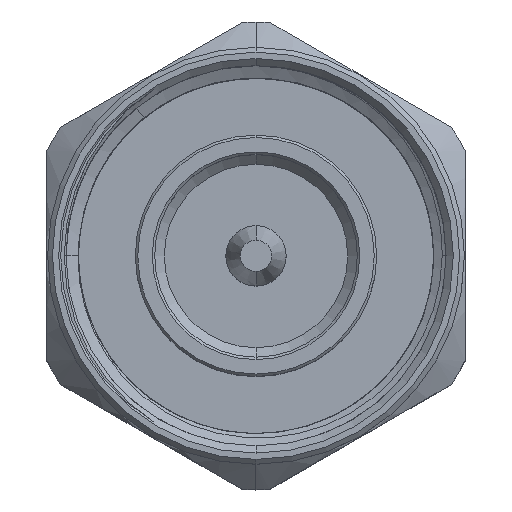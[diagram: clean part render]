
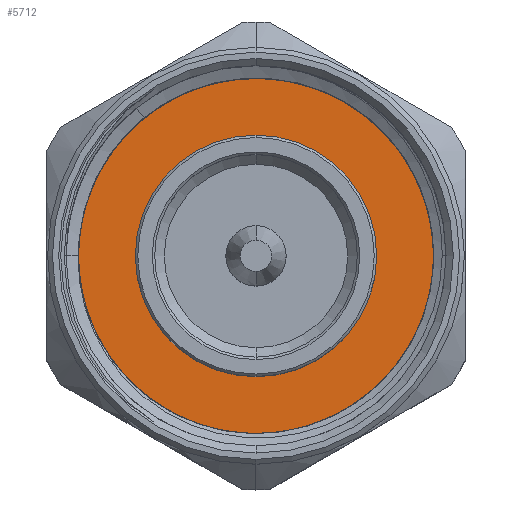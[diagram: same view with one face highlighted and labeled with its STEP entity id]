
A CAD part, top view. The second image highlights one B-rep face of the part: STEP entity #5712.
In plain terms, the highlighted face is planar.
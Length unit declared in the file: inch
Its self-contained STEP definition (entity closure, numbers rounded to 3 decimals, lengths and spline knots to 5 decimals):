
#18 = ORIENTED_EDGE ( 'NONE', *, *, #1186, .T. ) ;
#131 = CARTESIAN_POINT ( 'NONE',  ( 0.3317, 0., 0. ) ) ;
#324 = CARTESIAN_POINT ( 'NONE',  ( 0.3317, 0.17602, -0.33744 ) ) ;
#376 = CARTESIAN_POINT ( 'NONE',  ( 0.3317, 0.20734, -0.31787 ) ) ;
#482 = DIRECTION ( 'NONE',  ( 0., -1., 0. ) ) ;
#618 = CARTESIAN_POINT ( 'NONE',  ( 0.3317, 0.3937, 0. ) ) ;
#646 = EDGE_CURVE ( 'NONE', #3242, #8984, #2287, .T. ) ;
#851 = CARTESIAN_POINT ( 'NONE',  ( 0.3317, 0.34982, -0.12826 ) ) ;
#950 = CARTESIAN_POINT ( 'NONE',  ( 0.3317, -0.00149, -0.38553 ) ) ;
#1014 = EDGE_CURVE ( 'NONE', #8984, #3242, #6444, .T. ) ;
#1100 = CARTESIAN_POINT ( 'NONE',  ( 0.3317, 0.01709, -0.38465 ) ) ;
#1186 = EDGE_CURVE ( 'NONE', #3443, #2581, #3972, .T. ) ;
#1331 = CARTESIAN_POINT ( 'NONE',  ( 0.3317, 0., 0. ) ) ;
#1587 = CARTESIAN_POINT ( 'NONE',  ( 0.3317, 0.36341, -0.07443 ) ) ;
#1722 = VERTEX_POINT ( 'NONE', #6249 ) ;
#1734 = CARTESIAN_POINT ( 'NONE',  ( 0.3317, 0.31944, -0.19606 ) ) ;
#1837 = CARTESIAN_POINT ( 'NONE',  ( 0.3317, 0.32839, -0.17951 ) ) ;
#1888 = CARTESIAN_POINT ( 'NONE',  ( 0.3317, -0.11165, -0.37259 ) ) ;
#2074 = EDGE_CURVE ( 'NONE', #2581, #2502, #6083, .T. ) ;
#2287 = CIRCLE ( 'NONE', #7587, 0.24999 ) ;
#2330 = CARTESIAN_POINT ( 'NONE',  ( 0.3317, 0., 0. ) ) ;
#2376 = CARTESIAN_POINT ( 'NONE',  ( 0.3317, 0.36833, 0. ) ) ;
#2502 = VERTEX_POINT ( 'NONE', #618 ) ;
#2524 = CARTESIAN_POINT ( 'NONE',  ( 0.3317, -0.27282, -0.28385 ) ) ;
#2581 = VERTEX_POINT ( 'NONE', #8101 ) ;
#2670 = CARTESIAN_POINT ( 'NONE',  ( 0.3317, -0.19728, -0.33825 ) ) ;
#3122 = ORIENTED_EDGE ( 'NONE', *, *, #646, .F. ) ;
#3242 = VERTEX_POINT ( 'NONE', #8118 ) ;
#3258 = DIRECTION ( 'NONE',  ( 0., -1., 0. ) ) ;
#3289 = ORIENTED_EDGE ( 'NONE', *, *, #8768, .T. ) ;
#3378 = DIRECTION ( 'NONE',  ( -1., 0., 0. ) ) ;
#3443 = VERTEX_POINT ( 'NONE', #8271 ) ;
#3456 = AXIS2_PLACEMENT_3D ( 'NONE', #7040, #8386, #482 ) ;
#3459 = CARTESIAN_POINT ( 'NONE',  ( 0.3317, -0.16408, -0.3544 ) ) ;
#3511 = CARTESIAN_POINT ( 'NONE',  ( 0.3317, -0.09337, -0.37703 ) ) ;
#3540 = EDGE_CURVE ( 'NONE', #2502, #1722, #7855, .T. ) ;
#3560 = CARTESIAN_POINT ( 'NONE',  ( 0.3317, -0.21342, -0.32895 ) ) ;
#3628 = VECTOR ( 'NONE', #4654, 39.37008 ) ;
#3774 = CARTESIAN_POINT ( 'NONE',  ( 0.3317, 0., 0. ) ) ;
#3972 = CIRCLE ( 'NONE', #5938, 0.3937 ) ;
#4200 = CARTESIAN_POINT ( 'NONE',  ( 0.3317, 0.26397, -0.26976 ) ) ;
#4216 = EDGE_LOOP ( 'NONE', ( #18, #4798, #5518, #3289 ) ) ;
#4297 = CARTESIAN_POINT ( 'NONE',  ( 0.3317, 0.02643, -0.38387 ) ) ;
#4353 = CARTESIAN_POINT ( 'NONE',  ( 0.3317, -0.01075, -0.38563 ) ) ;
#4491 = FACE_OUTER_BOUND ( 'NONE', #4216, .T. ) ;
#4595 = PLANE ( 'NONE',  #4991 ) ;
#4654 = DIRECTION ( 'NONE',  ( 0., -1., 0. ) ) ;
#4798 = ORIENTED_EDGE ( 'NONE', *, *, #2074, .T. ) ;
#4831 = CARTESIAN_POINT ( 'NONE',  ( 0.3317, 0.35974, -0.0927 ) ) ;
#4923 = CARTESIAN_POINT ( 'NONE',  ( 0.3317, 0.22225, -0.30698 ) ) ;
#4974 = CARTESIAN_POINT ( 'NONE',  ( 0.3317, -0.03846, -0.38495 ) ) ;
#4991 = AXIS2_PLACEMENT_3D ( 'NONE', #131, #3378, #5043 ) ;
#5043 = DIRECTION ( 'NONE',  ( 0., -1., 0. ) ) ;
#5073 = CARTESIAN_POINT ( 'NONE',  ( 0.3317, -0.259, -0.29645 ) ) ;
#5353 = DIRECTION ( 'NONE',  ( -1., 0., 0. ) ) ;
#5518 = ORIENTED_EDGE ( 'NONE', *, *, #3540, .T. ) ;
#5595 = CARTESIAN_POINT ( 'NONE',  ( 0.3317, 0.36886, -0.01871 ) ) ;
#5712 = ADVANCED_FACE ( 'NONE', ( #10102, #4491 ), #4595, .T. ) ;
#5738 = CARTESIAN_POINT ( 'NONE',  ( 0.3317, -0.05683, -0.38319 ) ) ;
#5845 = CARTESIAN_POINT ( 'NONE',  ( 0.3317, 0.34356, -0.14563 ) ) ;
#5889 = CARTESIAN_POINT ( 'NONE',  ( 0.3317, 0.25057, -0.28294 ) ) ;
#5938 = AXIS2_PLACEMENT_3D ( 'NONE', #1331, #5353, #9514 ) ;
#6083 = CIRCLE ( 'NONE', #6578, 0.3937 ) ;
#6249 = CARTESIAN_POINT ( 'NONE',  ( 0.3317, 0.36833, 0. ) ) ;
#6444 = CIRCLE ( 'NONE', #3456, 0.24999 ) ;
#6537 = ORIENTED_EDGE ( 'NONE', *, *, #1014, .F. ) ;
#6578 = AXIS2_PLACEMENT_3D ( 'NONE', #2330, #8460, #8677 ) ;
#6624 = CARTESIAN_POINT ( 'NONE',  ( 0.3317, 0.28835, -0.24193 ) ) ;
#7040 = CARTESIAN_POINT ( 'NONE',  ( 0.3317, 0., 0. ) ) ;
#7392 = CARTESIAN_POINT ( 'NONE',  ( 0.3317, 0.10823, -0.36857 ) ) ;
#7587 = AXIS2_PLACEMENT_3D ( 'NONE', #3774, #10128, #3258 ) ;
#7855 = LINE ( 'NONE', #8696, #3628 ) ;
#7909 = EDGE_LOOP ( 'NONE', ( #6537, #3122 ) ) ;
#8074 = CARTESIAN_POINT ( 'NONE',  ( 0.3317, 0.29945, -0.22719 ) ) ;
#8101 = CARTESIAN_POINT ( 'NONE',  ( 0.3317, -0.3937, 0. ) ) ;
#8118 = CARTESIAN_POINT ( 'NONE',  ( 0.3317, 0.24999, 0. ) ) ;
#8271 = CARTESIAN_POINT ( 'NONE',  ( 0.3317, -0.27282, -0.28385 ) ) ;
#8277 = B_SPLINE_CURVE_WITH_KNOTS ( 'NONE', 3,
 ( #2376, #5595, #8719, #1587, #4831, #851, #5845, #1837, #1734, #8074, #6624, #4200, #5889, #4923, #376, #324, #9065, #7392, #9017, #4297, #1100, #950, #4353, #4974, #5738, #3511, #1888, #9803, #3459, #2670, #3560, #9652, #5073, #2524 ),
 .UNSPECIFIED., .F., .F.,
 ( 4, 2, 2, 2, 2, 2, 2, 2, 2, 2, 2, 2, 2, 2, 2, 2, 4 ),
 ( 0., 0.00142, 0.00284, 0.00426, 0.00568, 0.0071, 0.00853, 0.00995, 0.01137, 0.01421, 0.01492, 0.01563, 0.01705, 0.01847, 0.01989, 0.02131, 0.02273 ),
 .UNSPECIFIED. ) ;
#8386 = DIRECTION ( 'NONE',  ( -1., 0., 0. ) ) ;
#8460 = DIRECTION ( 'NONE',  ( -1., 0., 0. ) ) ;
#8677 = DIRECTION ( 'NONE',  ( 0., -1., 0. ) ) ;
#8696 = CARTESIAN_POINT ( 'NONE',  ( 0.3317, 0., 0. ) ) ;
#8719 = CARTESIAN_POINT ( 'NONE',  ( 0.3317, 0.36797, -0.03733 ) ) ;
#8768 = EDGE_CURVE ( 'NONE', #1722, #3443, #8277, .T. ) ;
#8984 = VERTEX_POINT ( 'NONE', #9278 ) ;
#9017 = CARTESIAN_POINT ( 'NONE',  ( 0.3317, 0.07264, -0.37827 ) ) ;
#9065 = CARTESIAN_POINT ( 'NONE',  ( 0.3317, 0.15955, -0.34614 ) ) ;
#9278 = CARTESIAN_POINT ( 'NONE',  ( 0.3317, -0.24999, 0. ) ) ;
#9514 = DIRECTION ( 'NONE',  ( 0., -1., 0. ) ) ;
#9652 = CARTESIAN_POINT ( 'NONE',  ( 0.3317, -0.24435, -0.30799 ) ) ;
#9803 = CARTESIAN_POINT ( 'NONE',  ( 0.3317, -0.14696, -0.36127 ) ) ;
#10102 = FACE_BOUND ( 'NONE', #7909, .T. ) ;
#10128 = DIRECTION ( 'NONE',  ( -1., 0., 0. ) ) ;
